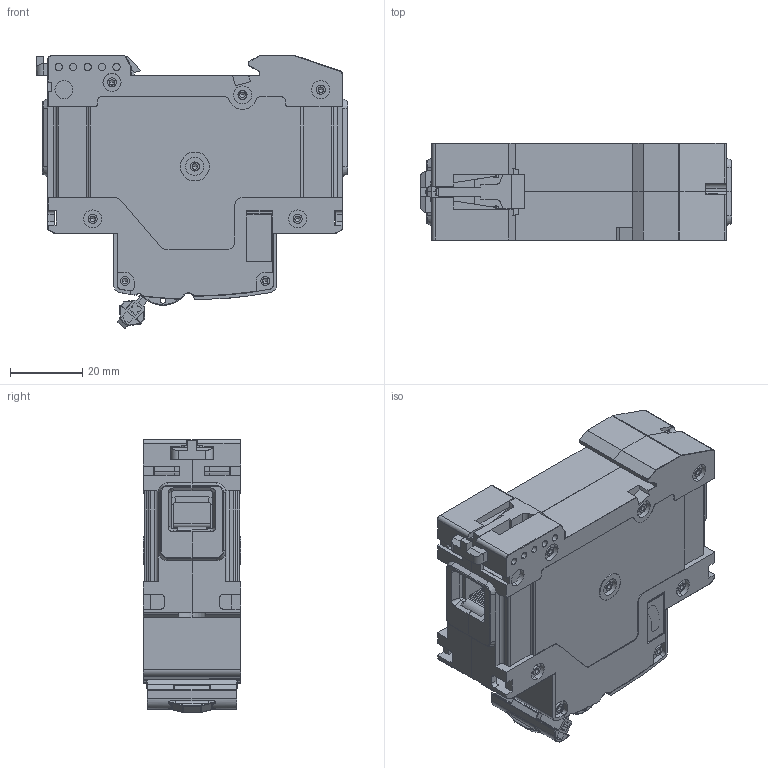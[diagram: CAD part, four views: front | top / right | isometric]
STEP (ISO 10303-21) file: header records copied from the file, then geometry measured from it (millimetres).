
FILE_DESCRIPTION(/* description */ (''),/* implementation_level */ '2;1');
FILE_NAME(/* name */ '173319311.stp',/* time_stamp */ '2023-08-09T13:02:15+08:00',/* author */ (''),/* organization */ (''),/* preprocessor_version */ 'ST-DEVELOPER v14',/* originating_system */ 'SIEMENS PLM Software NX 8.0',/* authorisation */ '');
FILE_SCHEMA (('CONFIG_CONTROL_DESIGN'));
Products named in the file (24): 1733193160_ASM; 1733193121; 1733193163_ASM; 1733193122; 1733193106; 1733193165_ASM; 1733193181; 1733193182; 1733193183; 1733193141_ASM; T1302601; 1733193133_ASM; FFZB-DLZ1-1; TMB-DLZ1-2; AZJ-DLL1-1; T2280; 1714010018; T2281; 1733193161_ASM; 1733193134_ASM; 1733193157_ASM; 1733193156_ASM; 1733193166_ASM; 1733193159_asm_stp
Assembly tree (35 placements, depth 4):
  1733193159_asm_stp
    T2281  x2
    1714010018  x2
    T2280  x8
    AZJ-DLL1-1
    1733193166_ASM
      1733193165_ASM
    TMB-DLZ1-2
    FFZB-DLZ1-1  x2
    1733193133_ASM  x2
    T1302601
    1733193141_ASM  x2
    1733193156_ASM
      1733193106
    1733193157_ASM
      1733193122
      1733193163_ASM
    1733193134_ASM
      1733193161_ASM
        1733193121
        1733193160_ASM
    1733193183
    1733193182
    1733193181
Bounding box: 86.25 x 26.9 x 75.51 mm (x, y, z)
Volume: 51668.7 mm3; surface area: 68930.1 mm2
Topology: 25 solids, 26 shells, 4163 faces, 11635 edges, 7615 vertices
Faces by surface type: plane 2659, cylinder 1116, torus 202, cone 125, sphere 34, bspline 24, extrusion 3
Entity records: 131164 total; most frequent: CARTESIAN_POINT 25664, ORIENTED_EDGE 21836, DIRECTION 21174, EDGE_CURVE 10918, VECTOR 7920, LINE 7917, VERTEX_POINT 7166, AXIS2_PLACEMENT_3D 6627
